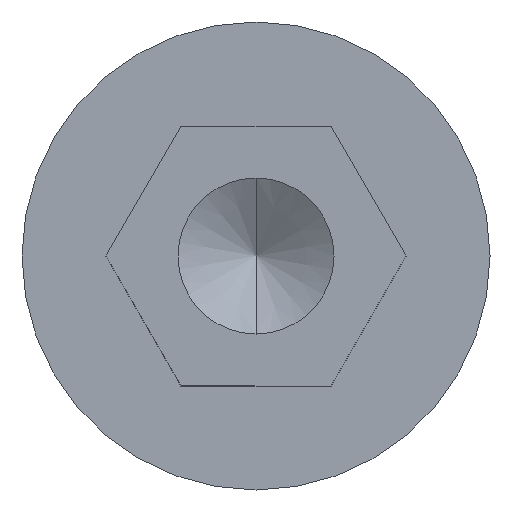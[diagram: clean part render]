
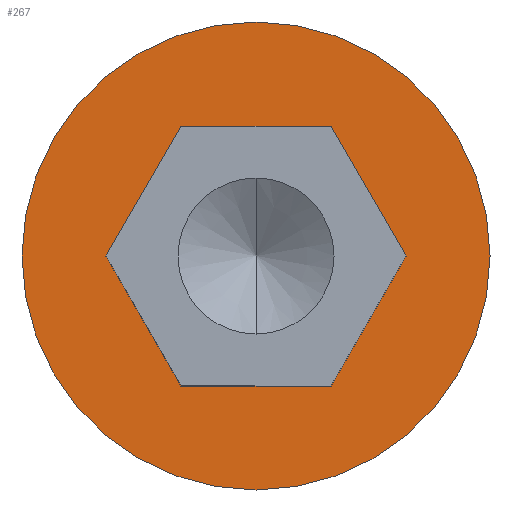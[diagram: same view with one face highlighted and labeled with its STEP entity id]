
A CAD part, left-side view. The second image highlights one B-rep face of the part: STEP entity #267.
In plain terms, the highlighted planar face has unit normal (-1, 0, 0).
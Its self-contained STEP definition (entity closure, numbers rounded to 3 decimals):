
#2 = EDGE_CURVE ( 'NONE', #155, #487, #114, .T. ) ;
#20 = DIRECTION ( 'NONE',  ( 0., -1., 0. ) ) ;
#24 = CARTESIAN_POINT ( 'NONE',  ( -7.5, 2.887, 5. ) ) ;
#28 = DIRECTION ( 'NONE',  ( 0., 0., -1. ) ) ;
#43 = ORIENTED_EDGE ( 'NONE', *, *, #2, .F. ) ;
#73 = DIRECTION ( 'NONE',  ( 0., 0., -1. ) ) ;
#87 = CARTESIAN_POINT ( 'NONE',  ( -7.5, -2.887, -5. ) ) ;
#93 = VERTEX_POINT ( 'NONE', #408 ) ;
#95 = CARTESIAN_POINT ( 'NONE',  ( -7.5, 2.887, 5. ) ) ;
#103 = VERTEX_POINT ( 'NONE', #359 ) ;
#114 = LINE ( 'NONE', #250, #253 ) ;
#116 = VERTEX_POINT ( 'NONE', #24 ) ;
#129 = DIRECTION ( 'NONE',  ( 0., 0., -1. ) ) ;
#130 = LINE ( 'NONE', #95, #532 ) ;
#134 = DIRECTION ( 'NONE',  ( 1., 0., 0. ) ) ;
#138 = ORIENTED_EDGE ( 'NONE', *, *, #243, .F. ) ;
#155 = VERTEX_POINT ( 'NONE', #300 ) ;
#168 = CIRCLE ( 'NONE', #172, 9. ) ;
#172 = AXIS2_PLACEMENT_3D ( 'NONE', #279, #134, #129 ) ;
#173 = LINE ( 'NONE', #87, #319 ) ;
#181 = DIRECTION ( 'NONE',  ( 0., -0.5, -0.866 ) ) ;
#183 = CARTESIAN_POINT ( 'NONE',  ( -7.5, -2.887, -5. ) ) ;
#220 = ORIENTED_EDGE ( 'NONE', *, *, #425, .F. ) ;
#243 = EDGE_CURVE ( 'NONE', #405, #103, #336, .T. ) ;
#244 = CARTESIAN_POINT ( 'NONE',  ( -7.5, 0., 5. ) ) ;
#245 = AXIS2_PLACEMENT_3D ( 'NONE', #562, #262, #28 ) ;
#248 = ORIENTED_EDGE ( 'NONE', *, *, #440, .F. ) ;
#250 = CARTESIAN_POINT ( 'NONE',  ( -7.5, 0., -5. ) ) ;
#253 = VECTOR ( 'NONE', #20, 1000. ) ;
#262 = DIRECTION ( 'NONE',  ( 1., 0., 0. ) ) ;
#265 = VECTOR ( 'NONE', #536, 1000. ) ;
#267 = ADVANCED_FACE ( 'NONE', ( #495, #564 ), #317, .F. ) ;
#276 = CARTESIAN_POINT ( 'NONE',  ( -7.5, -5.774, 0. ) ) ;
#279 = CARTESIAN_POINT ( 'NONE',  ( -7.5, 0., 0. ) ) ;
#296 = VECTOR ( 'NONE', #181, 1000. ) ;
#300 = CARTESIAN_POINT ( 'NONE',  ( -7.5, 2.887, -5. ) ) ;
#309 = ORIENTED_EDGE ( 'NONE', *, *, #559, .F. ) ;
#311 = CARTESIAN_POINT ( 'NONE',  ( -7.5, 0., 0. ) ) ;
#317 = PLANE ( 'NONE',  #245 ) ;
#319 = VECTOR ( 'NONE', #326, 1000. ) ;
#323 = ORIENTED_EDGE ( 'NONE', *, *, #450, .F. ) ;
#324 = CARTESIAN_POINT ( 'NONE',  ( -7.5, 0., 9. ) ) ;
#326 = DIRECTION ( 'NONE',  ( 0., -0.5, 0.866 ) ) ;
#331 = CARTESIAN_POINT ( 'NONE',  ( -7.5, 5.774, 0. ) ) ;
#333 = CARTESIAN_POINT ( 'NONE',  ( -7.5, 5.774, 0. ) ) ;
#336 = CIRCLE ( 'NONE', #555, 9. ) ;
#338 = ORIENTED_EDGE ( 'NONE', *, *, #463, .F. ) ;
#359 = CARTESIAN_POINT ( 'NONE',  ( -7.5, 0., -9. ) ) ;
#385 = LINE ( 'NONE', #333, #296 ) ;
#403 = LINE ( 'NONE', #244, #265 ) ;
#405 = VERTEX_POINT ( 'NONE', #324 ) ;
#408 = CARTESIAN_POINT ( 'NONE',  ( -7.5, -2.887, 5. ) ) ;
#420 = LINE ( 'NONE', #276, #428 ) ;
#424 = DIRECTION ( 'NONE',  ( 1., 0., 0. ) ) ;
#425 = EDGE_CURVE ( 'NONE', #103, #405, #168, .T. ) ;
#428 = VECTOR ( 'NONE', #617, 1000. ) ;
#440 = EDGE_CURVE ( 'NONE', #488, #155, #385, .T. ) ;
#450 = EDGE_CURVE ( 'NONE', #487, #549, #173, .T. ) ;
#463 = EDGE_CURVE ( 'NONE', #549, #93, #420, .T. ) ;
#487 = VERTEX_POINT ( 'NONE', #183 ) ;
#488 = VERTEX_POINT ( 'NONE', #331 ) ;
#495 = FACE_BOUND ( 'NONE', #560, .T. ) ;
#518 = ORIENTED_EDGE ( 'NONE', *, *, #570, .F. ) ;
#522 = EDGE_LOOP ( 'NONE', ( #220, #138 ) ) ;
#532 = VECTOR ( 'NONE', #584, 1000. ) ;
#536 = DIRECTION ( 'NONE',  ( 0., 1., 0. ) ) ;
#549 = VERTEX_POINT ( 'NONE', #577 ) ;
#555 = AXIS2_PLACEMENT_3D ( 'NONE', #311, #424, #73 ) ;
#559 = EDGE_CURVE ( 'NONE', #116, #488, #130, .T. ) ;
#560 = EDGE_LOOP ( 'NONE', ( #338, #323, #43, #248, #309, #518 ) ) ;
#562 = CARTESIAN_POINT ( 'NONE',  ( -7.5, 0., 0. ) ) ;
#564 = FACE_OUTER_BOUND ( 'NONE', #522, .T. ) ;
#570 = EDGE_CURVE ( 'NONE', #93, #116, #403, .T. ) ;
#577 = CARTESIAN_POINT ( 'NONE',  ( -7.5, -5.774, 0. ) ) ;
#584 = DIRECTION ( 'NONE',  ( 0., 0.5, -0.866 ) ) ;
#617 = DIRECTION ( 'NONE',  ( 0., 0.5, 0.866 ) ) ;
